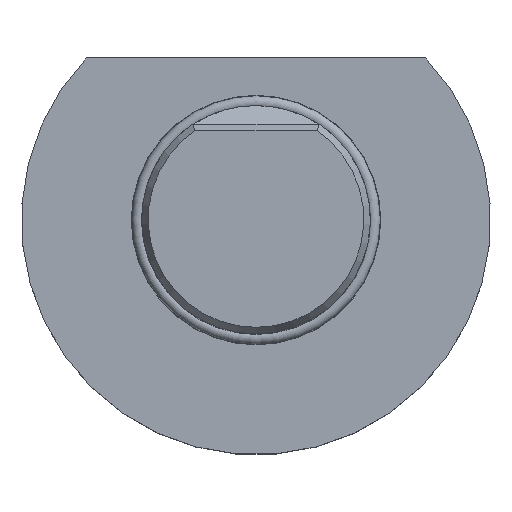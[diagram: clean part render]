
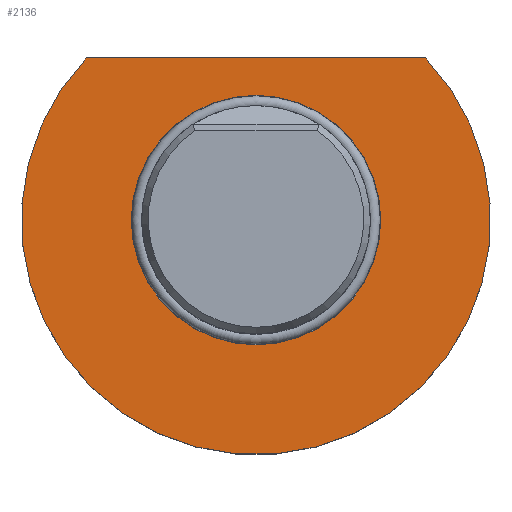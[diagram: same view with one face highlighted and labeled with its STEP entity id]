
A CAD part, top view. The second image highlights one B-rep face of the part: STEP entity #2136.
In plain terms, the highlighted planar face has unit normal (0, 0, 1).
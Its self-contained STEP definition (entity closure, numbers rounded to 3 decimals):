
#49 = DIRECTION ( 'NONE',  ( 1., 0., 0. ) ) ;
#868 = VERTEX_POINT ( 'NONE', #7914 ) ;
#1364 = DIRECTION ( 'NONE',  ( -1., 0., 0. ) ) ;
#2004 = EDGE_LOOP ( 'NONE', ( #5866, #5639 ) ) ;
#2105 = CARTESIAN_POINT ( 'NONE',  ( 0., 0., 0. ) ) ;
#2136 = ADVANCED_FACE ( 'Defeature completata1_59', ( #7778, #6880 ), #11173, .T. ) ;
#3555 = DIRECTION ( 'NONE',  ( 0., 0., 1. ) ) ;
#3615 = AXIS2_PLACEMENT_3D ( 'NONE', #10339, #14796, #49 ) ;
#4937 = LINE ( 'NONE', #11452, #12237 ) ;
#5639 = ORIENTED_EDGE ( 'NONE', *, *, #7820, .T. ) ;
#5778 = CARTESIAN_POINT ( 'NONE',  ( 44.452, 42.5, 0. ) ) ;
#5866 = ORIENTED_EDGE ( 'NONE', *, *, #12560, .T. ) ;
#6048 = DIRECTION ( 'NONE',  ( 1., 0., 0. ) ) ;
#6104 = EDGE_CURVE ( 'NONE', #868, #868, #14876, .T. ) ;
#6880 = FACE_OUTER_BOUND ( 'NONE', #2004, .T. ) ;
#7204 = CIRCLE ( 'NONE', #8864, 61.5 ) ;
#7778 = FACE_BOUND ( 'NONE', #9274, .T. ) ;
#7820 = EDGE_CURVE ( 'NONE', #13156, #8299, #7204, .T. ) ;
#7914 = CARTESIAN_POINT ( 'NONE',  ( 30.848, 0., 0. ) ) ;
#8299 = VERTEX_POINT ( 'NONE', #5778 ) ;
#8361 = CARTESIAN_POINT ( 'NONE',  ( 0., 0., 0. ) ) ;
#8825 = AXIS2_PLACEMENT_3D ( 'NONE', #8361, #3555, #6048 ) ;
#8864 = AXIS2_PLACEMENT_3D ( 'NONE', #2105, #13611, #9093 ) ;
#9093 = DIRECTION ( 'NONE',  ( -1., 0., 0. ) ) ;
#9274 = EDGE_LOOP ( 'NONE', ( #11369 ) ) ;
#10339 = CARTESIAN_POINT ( 'NONE',  ( 0., 0., 0. ) ) ;
#11173 = PLANE ( 'NONE',  #3615 ) ;
#11338 = CARTESIAN_POINT ( 'NONE',  ( -44.452, 42.5, 0. ) ) ;
#11369 = ORIENTED_EDGE ( 'NONE', *, *, #6104, .F. ) ;
#11452 = CARTESIAN_POINT ( 'NONE',  ( 0., 42.5, 0. ) ) ;
#12237 = VECTOR ( 'NONE', #1364, 1000. ) ;
#12560 = EDGE_CURVE ( 'NONE', #8299, #13156, #4937, .T. ) ;
#13156 = VERTEX_POINT ( 'NONE', #11338 ) ;
#13611 = DIRECTION ( 'NONE',  ( 0., 0., 1. ) ) ;
#14796 = DIRECTION ( 'NONE',  ( 0., 0., 1. ) ) ;
#14876 = CIRCLE ( 'NONE', #8825, 30.848 ) ;
